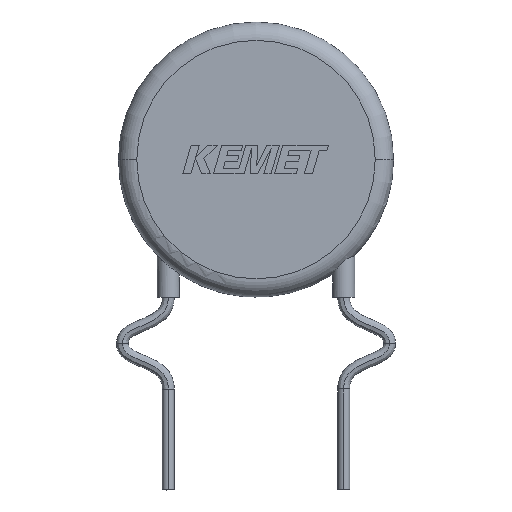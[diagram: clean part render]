
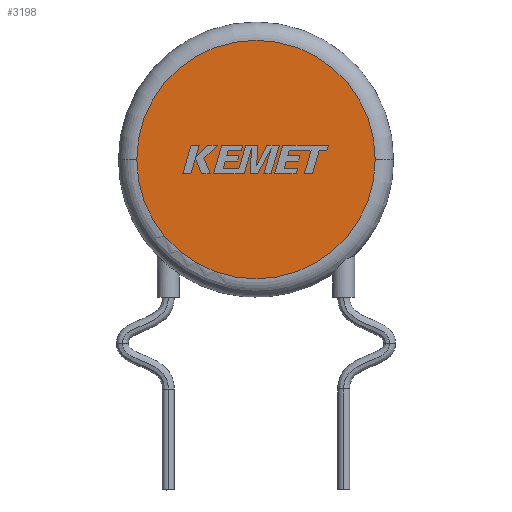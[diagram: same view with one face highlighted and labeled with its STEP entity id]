
A CAD part, top view. The second image highlights one B-rep face of the part: STEP entity #3198.
In plain terms, the highlighted planar face has unit normal (0, 0, 1).
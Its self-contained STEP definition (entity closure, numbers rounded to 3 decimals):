
#334 = CIRCLE ( 'NONE', #2788, 6.5 ) ;
#381 = VERTEX_POINT ( 'NONE', #1877 ) ;
#620 = DIRECTION ( 'NONE',  ( 0., 0., 1. ) ) ;
#710 = DIRECTION ( 'NONE',  ( 0., 0., 1. ) ) ;
#737 = EDGE_CURVE ( 'NONE', #381, #2942, #1421, .T. ) ;
#871 = CARTESIAN_POINT ( 'NONE',  ( 0., 0., 5. ) ) ;
#1153 = ORIENTED_EDGE ( 'NONE', *, *, #737, .T. ) ;
#1191 = DIRECTION ( 'NONE',  ( 1., 0., 0. ) ) ;
#1311 = DIRECTION ( 'NONE',  ( 1., 0., 0. ) ) ;
#1421 = CIRCLE ( 'NONE', #3469, 6.5 ) ;
#1761 = EDGE_CURVE ( 'NONE', #2942, #381, #334, .T. ) ;
#1773 = DIRECTION ( 'NONE',  ( 0., 0., 1. ) ) ;
#1829 = CARTESIAN_POINT ( 'NONE',  ( 0., 0., 5. ) ) ;
#1877 = CARTESIAN_POINT ( 'NONE',  ( 6.5, 0., 5. ) ) ;
#1936 = CARTESIAN_POINT ( 'NONE',  ( 0., 0., 5. ) ) ;
#2215 = ORIENTED_EDGE ( 'NONE', *, *, #1761, .T. ) ;
#2439 = FACE_OUTER_BOUND ( 'NONE', #2579, .T. ) ;
#2579 = EDGE_LOOP ( 'NONE', ( #1153, #2215 ) ) ;
#2786 = DIRECTION ( 'NONE',  ( 1., 0., 0. ) ) ;
#2788 = AXIS2_PLACEMENT_3D ( 'NONE', #871, #1773, #1191 ) ;
#2942 = VERTEX_POINT ( 'NONE', #4007 ) ;
#3198 = ADVANCED_FACE ( 'NONE', ( #2439 ), #3827, .T. ) ;
#3469 = AXIS2_PLACEMENT_3D ( 'NONE', #1829, #620, #2786 ) ;
#3827 = PLANE ( 'NONE',  #4025 ) ;
#4007 = CARTESIAN_POINT ( 'NONE',  ( -6.5, 0., 5. ) ) ;
#4025 = AXIS2_PLACEMENT_3D ( 'NONE', #1936, #710, #1311 ) ;
